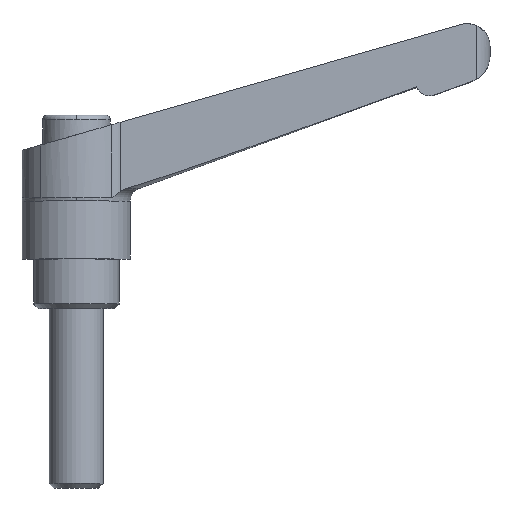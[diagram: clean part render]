
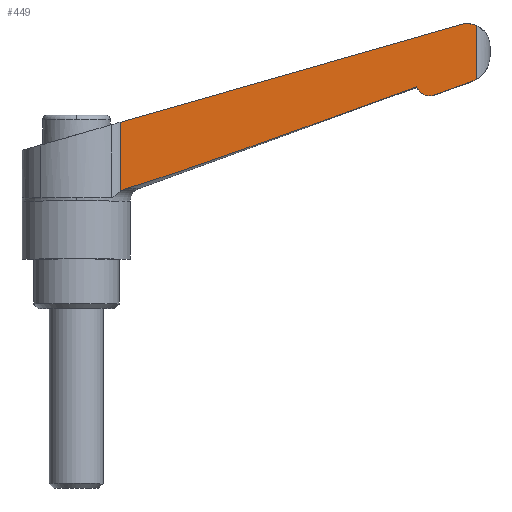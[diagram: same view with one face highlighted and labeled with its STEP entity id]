
A CAD part, top view. The second image highlights one B-rep face of the part: STEP entity #449.
In plain terms, the highlighted planar face has unit normal (0.035, 0, 0.999).
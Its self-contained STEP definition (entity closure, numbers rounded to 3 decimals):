
#345 = VERTEX_POINT( '', #843 );
#347 = EDGE_CURVE( '', #493, #637, #845, .T. );
#369 = EDGE_CURVE( '', #685, #345, #868, .T. );
#435 = EDGE_CURVE( '', #487, #583, #942, .T. );
#449 = ADVANCED_FACE( '', ( #957 ), #958, .F. );
#487 = VERTEX_POINT( '', #999 );
#489 = EDGE_CURVE( '', #345, #531, #1001, .T. );
#493 = VERTEX_POINT( '', #1005 );
#499 = EDGE_CURVE( '', #531, #721, #1011, .T. );
#531 = VERTEX_POINT( '', #1046 );
#565 = EDGE_CURVE( '', #637, #685, #1083, .T. );
#583 = VERTEX_POINT( '', #1104 );
#603 = VERTEX_POINT( '', #1125 );
#609 = EDGE_CURVE( '', #487, #603, #1131, .T. );
#637 = VERTEX_POINT( '', #1161 );
#669 = EDGE_CURVE( '', #493, #583, #1195, .T. );
#685 = VERTEX_POINT( '', #1211 );
#691 = EDGE_CURVE( '', #721, #603, #1217, .T. );
#721 = VERTEX_POINT( '', #1254 );
#843 = CARTESIAN_POINT( '', ( 75.749, 49.294, 6.156 ) );
#845 = B_SPLINE_CURVE_WITH_KNOTS( '', 3, ( #1418, #1419, #1420, #1421, #1422, #1423, #1424, #1425 ), .UNSPECIFIED., .F., .F., ( 4, 2, 2, 4 ), ( 5.64, 6.114, 6.671, 6.934 ), .UNSPECIFIED. );
#868 = B_SPLINE_CURVE_WITH_KNOTS( '', 3, ( #1474, #1475, #1476, #1477, #1478, #1479, #1480, #1481, #1482, #1483, #1484, #1485, #1486, #1487, #1488, #1489, #1490, #1491, #1492, #1493 ), .UNSPECIFIED., .F., .F., ( 4, 2, 2, 2, 2, 2, 2, 2, 2, 4 ), ( 3.468, 3.897, 4.456, 5.016, 5.576, 6.135, 6.693, 7.249, 7.805, 7.931 ), .UNSPECIFIED. );
#942 = B_SPLINE_CURVE_WITH_KNOTS( '', 3, ( #1592, #1593, #1594, #1595, #1596, #1597, #1598, #1599, #1600, #1601, #1602, #1603 ), .UNSPECIFIED., .F., .F., ( 4, 2, 2, 2, 2, 4 ), ( 20.959, 21.341, 22.273, 23.205, 24.136, 24.506 ), .UNSPECIFIED. );
#957 = FACE_OUTER_BOUND( '', #1622, .T. );
#958 = PLANE( '', #1623 );
#999 = CARTESIAN_POINT( '', ( 86.144, 63.321, 5.793 ) );
#1001 = ( B_SPLINE_CURVE( 2, ( #1708, #1709, #1710 ), .UNSPECIFIED., .F., .F. )B_SPLINE_CURVE_WITH_KNOTS( ( 3, 3 ), ( 0., 68.465 ), .UNSPECIFIED. )RATIONAL_B_SPLINE_CURVE( ( 1., 1.437, 1. ) )BOUNDED_CURVE(  )REPRESENTATION_ITEM( '' )GEOMETRIC_REPRESENTATION_ITEM(  )CURVE(  ) );
#1005 = CARTESIAN_POINT( '', ( 89.079, 51.09, 5.69 ) );
#1011 = B_SPLINE_CURVE_WITH_KNOTS( '', 3, ( #1731, #1732, #1733, #1734, #1735, #1736, #1737, #1738 ), .UNSPECIFIED., .F., .F., ( 4, 2, 2, 4 ), ( 6.098, 6.378, 7.098, 7.598 ), .UNSPECIFIED. );
#1046 = CARTESIAN_POINT( '', ( 11.158, 26.718, 8.411 ) );
#1083 = ( B_SPLINE_CURVE( 2, ( #1851, #1852, #1853 ), .UNSPECIFIED., .F., .F. )B_SPLINE_CURVE_WITH_KNOTS( ( 3, 3 ), ( 0., 8.776 ), .UNSPECIFIED. )RATIONAL_B_SPLINE_CURVE( ( 1., 1.001, 1. ) )BOUNDED_CURVE(  )REPRESENTATION_ITEM( '' )GEOMETRIC_REPRESENTATION_ITEM(  )CURVE(  ) );
#1104 = CARTESIAN_POINT( '', ( 89.079, 62.824, 5.69 ) );
#1125 = CARTESIAN_POINT( '', ( 9.729, 41.408, 8.461 ) );
#1131 = LINE( '', #1933, #1934 );
#1161 = CARTESIAN_POINT( '', ( 87.864, 50.488, 5.732 ) );
#1195 = LINE( '', #2055, #2056 );
#1211 = CARTESIAN_POINT( '', ( 79.617, 47.501, 6.02 ) );
#1217 = LINE( '', #2106, #2107 );
#1254 = CARTESIAN_POINT( '', ( 9.729, 26.036, 8.461 ) );
#1418 = CARTESIAN_POINT( '', ( 89.079, 51.09, 5.69 ) );
#1419 = CARTESIAN_POINT( '', ( 88.934, 50.997, 5.695 ) );
#1420 = CARTESIAN_POINT( '', ( 88.786, 50.91, 5.7 ) );
#1421 = CARTESIAN_POINT( '', ( 88.462, 50.738, 5.712 ) );
#1422 = CARTESIAN_POINT( '', ( 88.285, 50.656, 5.718 ) );
#1423 = CARTESIAN_POINT( '', ( 88.033, 50.551, 5.727 ) );
#1424 = CARTESIAN_POINT( '', ( 87.95, 50.519, 5.729 ) );
#1425 = CARTESIAN_POINT( '', ( 87.864, 50.488, 5.732 ) );
#1474 = CARTESIAN_POINT( '', ( 79.617, 47.501, 6.02 ) );
#1475 = CARTESIAN_POINT( '', ( 79.478, 47.451, 6.025 ) );
#1476 = CARTESIAN_POINT( '', ( 79.327, 47.408, 6.031 ) );
#1477 = CARTESIAN_POINT( '', ( 78.975, 47.338, 6.043 ) );
#1478 = CARTESIAN_POINT( '', ( 78.772, 47.32, 6.05 ) );
#1479 = CARTESIAN_POINT( '', ( 78.398, 47.32, 6.063 ) );
#1480 = CARTESIAN_POINT( '', ( 78.195, 47.338, 6.07 ) );
#1481 = CARTESIAN_POINT( '', ( 77.796, 47.418, 6.084 ) );
#1482 = CARTESIAN_POINT( '', ( 77.6, 47.478, 6.091 ) );
#1483 = CARTESIAN_POINT( '', ( 77.256, 47.621, 6.103 ) );
#1484 = CARTESIAN_POINT( '', ( 77.075, 47.715, 6.109 ) );
#1485 = CARTESIAN_POINT( '', ( 76.737, 47.94, 6.121 ) );
#1486 = CARTESIAN_POINT( '', ( 76.58, 48.07, 6.126 ) );
#1487 = CARTESIAN_POINT( '', ( 76.317, 48.332, 6.136 ) );
#1488 = CARTESIAN_POINT( '', ( 76.187, 48.488, 6.14 ) );
#1489 = CARTESIAN_POINT( '', ( 75.962, 48.824, 6.148 ) );
#1490 = CARTESIAN_POINT( '', ( 75.867, 49.004, 6.151 ) );
#1491 = CARTESIAN_POINT( '', ( 75.78, 49.213, 6.154 ) );
#1492 = CARTESIAN_POINT( '', ( 75.764, 49.253, 6.155 ) );
#1493 = CARTESIAN_POINT( '', ( 75.749, 49.294, 6.156 ) );
#1592 = CARTESIAN_POINT( '', ( 85.423, 63.171, 5.818 ) );
#1593 = CARTESIAN_POINT( '', ( 85.555, 63.209, 5.813 ) );
#1594 = CARTESIAN_POINT( '', ( 85.69, 63.241, 5.808 ) );
#1595 = CARTESIAN_POINT( '', ( 86.158, 63.334, 5.792 ) );
#1596 = CARTESIAN_POINT( '', ( 86.497, 63.365, 5.78 ) );
#1597 = CARTESIAN_POINT( '', ( 87.118, 63.365, 5.759 ) );
#1598 = CARTESIAN_POINT( '', ( 87.457, 63.334, 5.747 ) );
#1599 = CARTESIAN_POINT( '', ( 88.121, 63.203, 5.723 ) );
#1600 = CARTESIAN_POINT( '', ( 88.446, 63.101, 5.712 ) );
#1601 = CARTESIAN_POINT( '', ( 88.847, 62.936, 5.698 ) );
#1602 = CARTESIAN_POINT( '', ( 88.963, 62.883, 5.694 ) );
#1603 = CARTESIAN_POINT( '', ( 89.079, 62.824, 5.69 ) );
#1622 = EDGE_LOOP( '', ( #2421, #2422, #2423, #2424, #2425, #2426, #2427, #2428, #2429 ) );
#1623 = AXIS2_PLACEMENT_3D( '', #2430, #2431, #2432 );
#1708 = CARTESIAN_POINT( '', ( 75.749, 49.294, 6.156 ) );
#1709 = CARTESIAN_POINT( '', ( 21.189, 29.557, 8.061 ) );
#1710 = CARTESIAN_POINT( '', ( 11.158, 26.718, 8.411 ) );
#1731 = CARTESIAN_POINT( '', ( 11.158, 26.718, 8.411 ) );
#1732 = CARTESIAN_POINT( '', ( 11.063, 26.692, 8.414 ) );
#1733 = CARTESIAN_POINT( '', ( 10.971, 26.663, 8.418 ) );
#1734 = CARTESIAN_POINT( '', ( 10.657, 26.553, 8.429 ) );
#1735 = CARTESIAN_POINT( '', ( 10.415, 26.448, 8.437 ) );
#1736 = CARTESIAN_POINT( '', ( 10.025, 26.236, 8.451 ) );
#1737 = CARTESIAN_POINT( '', ( 9.871, 26.138, 8.456 ) );
#1738 = CARTESIAN_POINT( '', ( 9.729, 26.036, 8.461 ) );
#1851 = CARTESIAN_POINT( '', ( 87.864, 50.488, 5.732 ) );
#1852 = CARTESIAN_POINT( '', ( 83.539, 48.921, 5.883 ) );
#1853 = CARTESIAN_POINT( '', ( 79.617, 47.501, 6.02 ) );
#1933 = CARTESIAN_POINT( '', ( -7.353, 36.509, 9.057 ) );
#1934 = VECTOR( '', #2615, 1. );
#2055 = CARTESIAN_POINT( '', ( 89.079, 0., 5.69 ) );
#2056 = VECTOR( '', #2675, 1. );
#2106 = CARTESIAN_POINT( '', ( 9.729, 0., 8.461 ) );
#2107 = VECTOR( '', #2692, 1. );
#2421 = ORIENTED_EDGE( '', *, *, #609, .T. );
#2422 = ORIENTED_EDGE( '', *, *, #691, .F. );
#2423 = ORIENTED_EDGE( '', *, *, #499, .F. );
#2424 = ORIENTED_EDGE( '', *, *, #489, .F. );
#2425 = ORIENTED_EDGE( '', *, *, #369, .F. );
#2426 = ORIENTED_EDGE( '', *, *, #565, .F. );
#2427 = ORIENTED_EDGE( '', *, *, #347, .F. );
#2428 = ORIENTED_EDGE( '', *, *, #669, .T. );
#2429 = ORIENTED_EDGE( '', *, *, #435, .F. );
#2430 = CARTESIAN_POINT( '', ( 9.729, 0., 8.461 ) );
#2431 = DIRECTION( '', ( -0.035, 0., -0.999 ) );
#2432 = DIRECTION( '', ( -0.999, 0., 0.035 ) );
#2615 = DIRECTION( '', ( -0.961, -0.275, 0.034 ) );
#2675 = DIRECTION( '', ( 0., 1., 0. ) );
#2692 = DIRECTION( '', ( 0., 1., 0. ) );
